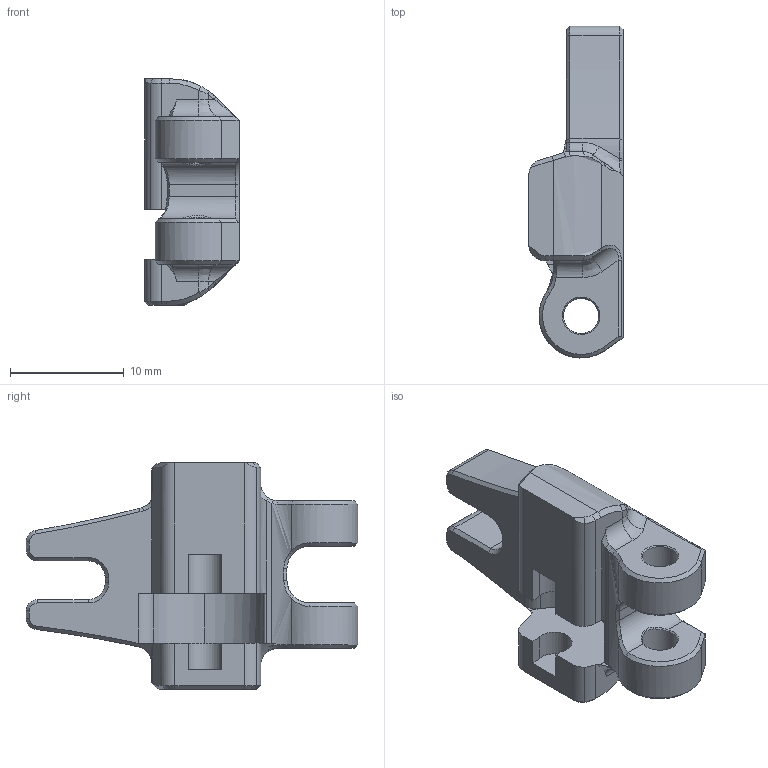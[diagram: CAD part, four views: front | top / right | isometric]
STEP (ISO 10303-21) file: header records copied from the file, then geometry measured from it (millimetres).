
FILE_DESCRIPTION(('FreeCAD Model'),'2;1');
FILE_NAME('Open CASCADE Shape Model','2024-05-16T22:13:39',(''),(''), 'Open CASCADE STEP processor 7.6','FreeCAD','Unknown');
FILE_SCHEMA(('AUTOMOTIVE_DESIGN { 1 0 10303 214 1 1 1 1 }'));
Length unit declared in the file: millimetre
Products named in the file (1): Guidler_modified-MR623ZZ_3x10pin
Bounding box: 8.3 x 29.22 x 19.95 mm (x, y, z)
Volume: 2018.1 mm3; surface area: 1547.5 mm2
Topology: 1 solids, 1 shells, 213 faces, 570 edges, 357 vertices
Faces by surface type: plane 72, bspline 64, cylinder 44, cone 33
Full cylindrical faces by diameter (mm): 3.1 x2
Entity records: 13408 total; most frequent: CARTESIAN_POINT 8454, ORIENTED_EDGE 1140, DIRECTION 870, EDGE_CURVE 570, VERTEX_POINT 357, AXIS2_PLACEMENT_3D 297, LINE 276, VECTOR 276
